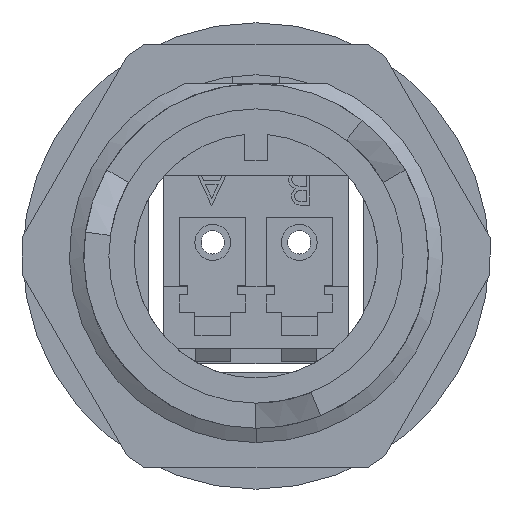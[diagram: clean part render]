
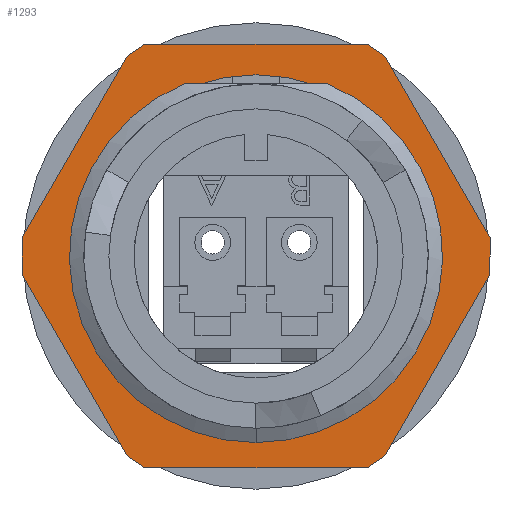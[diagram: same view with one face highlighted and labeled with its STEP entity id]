
A CAD part, front view. The second image highlights one B-rep face of the part: STEP entity #1293.
In plain terms, the highlighted planar face has unit normal (0, -1, 0).
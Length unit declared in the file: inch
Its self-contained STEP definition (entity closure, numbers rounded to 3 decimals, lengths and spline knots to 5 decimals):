
#73 = VERTEX_POINT ( 'NONE', #12192 ) ;
#149 = VECTOR ( 'NONE', #2334, 39.37008 ) ;
#234 = EDGE_CURVE ( 'NONE', #7757, #1917, #2636, .T. ) ;
#332 = CARTESIAN_POINT ( 'NONE',  ( 0.30984, 0., -0.59 ) ) ;
#364 = LINE ( 'NONE', #8512, #6491 ) ;
#446 = LINE ( 'NONE', #14013, #3810 ) ;
#690 = VERTEX_POINT ( 'NONE', #14004 ) ;
#840 = VECTOR ( 'NONE', #3815, 39.37008 ) ;
#994 = EDGE_CURVE ( 'NONE', #7757, #3795, #13477, .T. ) ;
#1079 = FACE_OUTER_BOUND ( 'NONE', #5899, .T. ) ;
#1124 = DIRECTION ( 'NONE',  ( 0.5, 0., -0.866 ) ) ;
#1258 = VECTOR ( 'NONE', #1124, 39.37008 ) ;
#1293 = ADVANCED_FACE ( 'NONE', ( #11220, #1079 ), #3339, .F. ) ;
#1344 = DIRECTION ( 'NONE',  ( 0.5, 0., 0.866 ) ) ;
#1677 = LINE ( 'NONE', #4852, #7807 ) ;
#1759 = CARTESIAN_POINT ( 'NONE',  ( -0.34064, 0., 0.59 ) ) ;
#1917 = VERTEX_POINT ( 'NONE', #6307 ) ;
#2088 = ORIENTED_EDGE ( 'NONE', *, *, #8324, .T. ) ;
#2334 = DIRECTION ( 'NONE',  ( 0., 0., 1. ) ) ;
#2348 = ORIENTED_EDGE ( 'NONE', *, *, #994, .F. ) ;
#2442 = CARTESIAN_POINT ( 'NONE',  ( 0.68127, 0., 0. ) ) ;
#2559 = CARTESIAN_POINT ( 'NONE',  ( -0.35946, 0., -0.5574 ) ) ;
#2574 = VERTEX_POINT ( 'NONE', #2708 ) ;
#2636 = LINE ( 'NONE', #11490, #149 ) ;
#2661 = ORIENTED_EDGE ( 'NONE', *, *, #2849, .T. ) ;
#2687 = CARTESIAN_POINT ( 'NONE',  ( 0., 0., 0. ) ) ;
#2708 = CARTESIAN_POINT ( 'NONE',  ( -0.30984, 0., 0.59 ) ) ;
#2795 = DIRECTION ( 'NONE',  ( 0., 0., -1. ) ) ;
#2849 = EDGE_CURVE ( 'NONE', #7017, #11593, #5759, .T. ) ;
#3154 = CARTESIAN_POINT ( 'NONE',  ( 0.30984, 0., 0.59 ) ) ;
#3175 = CARTESIAN_POINT ( 'NONE',  ( 0., 0., -0.505 ) ) ;
#3339 = PLANE ( 'NONE',  #6819 ) ;
#3795 = VERTEX_POINT ( 'NONE', #5495 ) ;
#3810 = VECTOR ( 'NONE', #1344, 39.37008 ) ;
#3815 = DIRECTION ( 'NONE',  ( 0.836, 0., -0.549 ) ) ;
#4002 = EDGE_CURVE ( 'NONE', #4523, #6124, #364, .T. ) ;
#4035 = LINE ( 'NONE', #4683, #1258 ) ;
#4358 = DIRECTION ( 'NONE',  ( -0.5, 0., -0.866 ) ) ;
#4448 = VERTEX_POINT ( 'NONE', #6879 ) ;
#4523 = VERTEX_POINT ( 'NONE', #332 ) ;
#4551 = ORIENTED_EDGE ( 'NONE', *, *, #8894, .T. ) ;
#4683 = CARTESIAN_POINT ( 'NONE',  ( 0.34064, 0., 0.59 ) ) ;
#4749 = CARTESIAN_POINT ( 'NONE',  ( 0.35946, 0., 0.5574 ) ) ;
#4852 = CARTESIAN_POINT ( 'NONE',  ( -0.34064, 0., -0.59 ) ) ;
#4879 = DIRECTION ( 'NONE',  ( 0., 1., 0. ) ) ;
#5003 = ORIENTED_EDGE ( 'NONE', *, *, #234, .T. ) ;
#5443 = VECTOR ( 'NONE', #7387, 39.37008 ) ;
#5495 = CARTESIAN_POINT ( 'NONE',  ( 0.35946, 0., -0.5574 ) ) ;
#5730 = CARTESIAN_POINT ( 'NONE',  ( 0., 0., 0. ) ) ;
#5759 = CIRCLE ( 'NONE', #14044, 0.505 ) ;
#5821 = CARTESIAN_POINT ( 'NONE',  ( 0.35946, 0., -0.5574 ) ) ;
#5899 = EDGE_LOOP ( 'NONE', ( #8352, #7688, #11217, #6439, #10497, #10461, #12741, #2088, #2348, #5003, #10155, #4551 ) ) ;
#5942 = LINE ( 'NONE', #4749, #8524 ) ;
#5983 = EDGE_CURVE ( 'NONE', #12952, #1917, #4035, .T. ) ;
#6095 = LINE ( 'NONE', #2559, #840 ) ;
#6101 = VECTOR ( 'NONE', #4358, 39.37008 ) ;
#6110 = DIRECTION ( 'NONE',  ( -0.5, 0., 0.866 ) ) ;
#6124 = VERTEX_POINT ( 'NONE', #12679 ) ;
#6289 = AXIS2_PLACEMENT_3D ( 'NONE', #5730, #8104, #10256 ) ;
#6307 = CARTESIAN_POINT ( 'NONE',  ( 0.65218, 0., 0.0504 ) ) ;
#6439 = ORIENTED_EDGE ( 'NONE', *, *, #10866, .T. ) ;
#6491 = VECTOR ( 'NONE', #8438, 39.37008 ) ;
#6574 = CARTESIAN_POINT ( 'NONE',  ( 0.68127, 0., 0. ) ) ;
#6819 = AXIS2_PLACEMENT_3D ( 'NONE', #6574, #14495, #14567 ) ;
#6879 = CARTESIAN_POINT ( 'NONE',  ( -0.35946, 0., -0.5574 ) ) ;
#7017 = VERTEX_POINT ( 'NONE', #3175 ) ;
#7048 = CARTESIAN_POINT ( 'NONE',  ( 0., 0., 0.505 ) ) ;
#7159 = VERTEX_POINT ( 'NONE', #14219 ) ;
#7387 = DIRECTION ( 'NONE',  ( 1., 0., 0. ) ) ;
#7688 = ORIENTED_EDGE ( 'NONE', *, *, #14427, .T. ) ;
#7757 = VERTEX_POINT ( 'NONE', #10254 ) ;
#7807 = VECTOR ( 'NONE', #6110, 39.37008 ) ;
#7893 = EDGE_CURVE ( 'NONE', #4448, #6124, #6095, .T. ) ;
#8104 = DIRECTION ( 'NONE',  ( 0., 1., 0. ) ) ;
#8324 = EDGE_CURVE ( 'NONE', #4523, #3795, #9144, .T. ) ;
#8325 = CARTESIAN_POINT ( 'NONE',  ( -0.65218, 0., -0.0504 ) ) ;
#8352 = ORIENTED_EDGE ( 'NONE', *, *, #9499, .F. ) ;
#8438 = DIRECTION ( 'NONE',  ( -1., 0., 0. ) ) ;
#8466 = LINE ( 'NONE', #8325, #13956 ) ;
#8475 = EDGE_CURVE ( 'NONE', #11593, #7017, #11005, .T. ) ;
#8512 = CARTESIAN_POINT ( 'NONE',  ( 0.34064, 0., -0.59 ) ) ;
#8524 = VECTOR ( 'NONE', #11399, 39.37008 ) ;
#8887 = EDGE_CURVE ( 'NONE', #7159, #690, #446, .T. ) ;
#8894 = EDGE_CURVE ( 'NONE', #12952, #11901, #5942, .T. ) ;
#9144 = LINE ( 'NONE', #5821, #9606 ) ;
#9499 = EDGE_CURVE ( 'NONE', #2574, #11901, #13819, .T. ) ;
#9606 = VECTOR ( 'NONE', #10345, 39.37008 ) ;
#10026 = CARTESIAN_POINT ( 'NONE',  ( 0.35946, 0., 0.5574 ) ) ;
#10155 = ORIENTED_EDGE ( 'NONE', *, *, #5983, .F. ) ;
#10254 = CARTESIAN_POINT ( 'NONE',  ( 0.65218, 0., -0.0504 ) ) ;
#10256 = DIRECTION ( 'NONE',  ( 0., 0., 1. ) ) ;
#10345 = DIRECTION ( 'NONE',  ( 0.836, 0., 0.549 ) ) ;
#10386 = ORIENTED_EDGE ( 'NONE', *, *, #8475, .T. ) ;
#10461 = ORIENTED_EDGE ( 'NONE', *, *, #7893, .T. ) ;
#10497 = ORIENTED_EDGE ( 'NONE', *, *, #14358, .F. ) ;
#10859 = VECTOR ( 'NONE', #11887, 39.37008 ) ;
#10866 = EDGE_CURVE ( 'NONE', #7159, #73, #8466, .T. ) ;
#11005 = CIRCLE ( 'NONE', #6289, 0.505 ) ;
#11217 = ORIENTED_EDGE ( 'NONE', *, *, #8887, .F. ) ;
#11220 = FACE_BOUND ( 'NONE', #12629, .T. ) ;
#11399 = DIRECTION ( 'NONE',  ( -0.836, 0., 0.549 ) ) ;
#11490 = CARTESIAN_POINT ( 'NONE',  ( 0.65218, 0., -0.0504 ) ) ;
#11583 = LINE ( 'NONE', #11808, #10859 ) ;
#11593 = VERTEX_POINT ( 'NONE', #7048 ) ;
#11808 = CARTESIAN_POINT ( 'NONE',  ( -0.35946, 0., 0.5574 ) ) ;
#11887 = DIRECTION ( 'NONE',  ( -0.836, 0., -0.549 ) ) ;
#11901 = VERTEX_POINT ( 'NONE', #3154 ) ;
#11981 = DIRECTION ( 'NONE',  ( 0., 0., 1. ) ) ;
#12192 = CARTESIAN_POINT ( 'NONE',  ( -0.65218, 0., -0.0504 ) ) ;
#12629 = EDGE_LOOP ( 'NONE', ( #10386, #2661 ) ) ;
#12679 = CARTESIAN_POINT ( 'NONE',  ( -0.30984, 0., -0.59 ) ) ;
#12741 = ORIENTED_EDGE ( 'NONE', *, *, #4002, .F. ) ;
#12952 = VERTEX_POINT ( 'NONE', #10026 ) ;
#13477 = LINE ( 'NONE', #2442, #6101 ) ;
#13819 = LINE ( 'NONE', #1759, #5443 ) ;
#13956 = VECTOR ( 'NONE', #2795, 39.37008 ) ;
#14004 = CARTESIAN_POINT ( 'NONE',  ( -0.35946, 0., 0.5574 ) ) ;
#14013 = CARTESIAN_POINT ( 'NONE',  ( -0.68127, 0., 0. ) ) ;
#14044 = AXIS2_PLACEMENT_3D ( 'NONE', #2687, #4879, #11981 ) ;
#14219 = CARTESIAN_POINT ( 'NONE',  ( -0.65218, 0., 0.0504 ) ) ;
#14358 = EDGE_CURVE ( 'NONE', #4448, #73, #1677, .T. ) ;
#14427 = EDGE_CURVE ( 'NONE', #2574, #690, #11583, .T. ) ;
#14495 = DIRECTION ( 'NONE',  ( 0., 1., 0. ) ) ;
#14567 = DIRECTION ( 'NONE',  ( 0., 0., 1. ) ) ;
